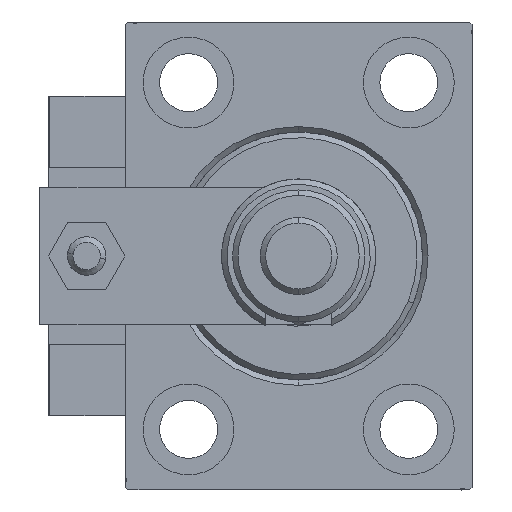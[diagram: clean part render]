
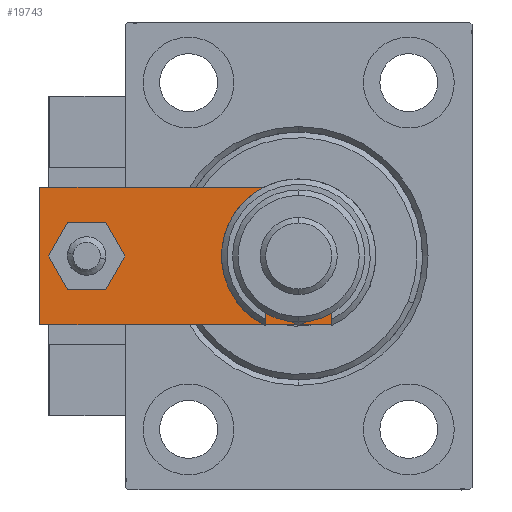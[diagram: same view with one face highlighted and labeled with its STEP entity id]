
A CAD part, left-side view. The second image highlights one B-rep face of the part: STEP entity #19743.
In plain terms, the highlighted face is planar.
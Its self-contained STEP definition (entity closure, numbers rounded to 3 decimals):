
#369 = DIRECTION ( 'NONE',  ( 0.707, 0.707, 0. ) ) ;
#594 = DIRECTION ( 'NONE',  ( 1., 0., 0. ) ) ;
#2559 = VECTOR ( 'NONE', #45092, 1000. ) ;
#3671 = VECTOR ( 'NONE', #25042, 1000. ) ;
#4263 = CIRCLE ( 'NONE', #38859, 4. ) ;
#6545 = VERTEX_POINT ( 'NONE', #20520 ) ;
#6557 = DIRECTION ( 'NONE',  ( 1., 0., 0. ) ) ;
#7439 = ORIENTED_EDGE ( 'NONE', *, *, #13606, .F. ) ;
#9097 = CIRCLE ( 'NONE', #50591, 8.25 ) ;
#9920 = CARTESIAN_POINT ( 'NONE',  ( 12.5, 60., 6. ) ) ;
#10483 = VECTOR ( 'NONE', #49468, 1000. ) ;
#12248 = EDGE_CURVE ( 'NONE', #35670, #15409, #49265, .T. ) ;
#12943 = EDGE_LOOP ( 'NONE', ( #7439, #41155 ) ) ;
#13550 = CARTESIAN_POINT ( 'NONE',  ( 0., 13., 6. ) ) ;
#13606 = EDGE_CURVE ( 'NONE', #15409, #35670, #4263, .T. ) ;
#14110 = DIRECTION ( 'NONE',  ( 1., 0., 0. ) ) ;
#14274 = ORIENTED_EDGE ( 'NONE', *, *, #15099, .T. ) ;
#14286 = CARTESIAN_POINT ( 'NONE',  ( 12.5, 60., 6. ) ) ;
#14518 = DIRECTION ( 'NONE',  ( -1., 0., 0. ) ) ;
#15099 = EDGE_CURVE ( 'NONE', #31311, #18992, #52674, .T. ) ;
#15409 = VERTEX_POINT ( 'NONE', #49092 ) ;
#15530 = FACE_OUTER_BOUND ( 'NONE', #47082, .T. ) ;
#17899 = CARTESIAN_POINT ( 'NONE',  ( 0., 13., 6. ) ) ;
#18071 = DIRECTION ( 'NONE',  ( 0., 1., 0. ) ) ;
#18195 = EDGE_CURVE ( 'NONE', #35903, #30194, #37825, .T. ) ;
#18799 = EDGE_CURVE ( 'NONE', #6545, #39172, #50282, .T. ) ;
#18992 = VERTEX_POINT ( 'NONE', #36784 ) ;
#19075 = ORIENTED_EDGE ( 'NONE', *, *, #20292, .T. ) ;
#19161 = VECTOR ( 'NONE', #18071, 1000. ) ;
#19743 = ADVANCED_FACE ( 'NONE', ( #36113, #15530, #19867 ), #32846, .T. ) ;
#19867 = FACE_BOUND ( 'NONE', #44640, .T. ) ;
#20151 = CARTESIAN_POINT ( 'NONE',  ( 2.75, -2.75, 6. ) ) ;
#20292 = EDGE_CURVE ( 'NONE', #24486, #51853, #25680, .T. ) ;
#20404 = DIRECTION ( 'NONE',  ( 1., 0., 0. ) ) ;
#20520 = CARTESIAN_POINT ( 'NONE',  ( 8.25, 13., 6. ) ) ;
#20763 = CARTESIAN_POINT ( 'NONE',  ( -12.5, 0., 6. ) ) ;
#21390 = CARTESIAN_POINT ( 'NONE',  ( -8.25, 13., 6. ) ) ;
#21393 = ORIENTED_EDGE ( 'NONE', *, *, #29517, .F. ) ;
#21426 = CARTESIAN_POINT ( 'NONE',  ( 0., 51.5, 6. ) ) ;
#24216 = AXIS2_PLACEMENT_3D ( 'NONE', #34988, #42861, #6557 ) ;
#24486 = VERTEX_POINT ( 'NONE', #45464 ) ;
#24802 = CARTESIAN_POINT ( 'NONE',  ( 4., 51.5, 6. ) ) ;
#25042 = DIRECTION ( 'NONE',  ( 0.707, -0.707, 0. ) ) ;
#25510 = DIRECTION ( 'NONE',  ( 0., 0., 1. ) ) ;
#25680 = LINE ( 'NONE', #42200, #19161 ) ;
#26534 = DIRECTION ( 'NONE',  ( 0., 0., 1. ) ) ;
#27403 = VECTOR ( 'NONE', #369, 1000. ) ;
#29517 = EDGE_CURVE ( 'NONE', #39172, #6545, #9097, .T. ) ;
#30132 = ORIENTED_EDGE ( 'NONE', *, *, #18799, .F. ) ;
#30194 = VERTEX_POINT ( 'NONE', #46059 ) ;
#30402 = AXIS2_PLACEMENT_3D ( 'NONE', #49372, #48563, #20404 ) ;
#30478 = LINE ( 'NONE', #9920, #52051 ) ;
#31311 = VERTEX_POINT ( 'NONE', #39645 ) ;
#32846 = PLANE ( 'NONE',  #30402 ) ;
#34460 = ORIENTED_EDGE ( 'NONE', *, *, #18195, .T. ) ;
#34988 = CARTESIAN_POINT ( 'NONE',  ( 0., 51.5, 6. ) ) ;
#35670 = VERTEX_POINT ( 'NONE', #24802 ) ;
#35903 = VERTEX_POINT ( 'NONE', #48770 ) ;
#36113 = FACE_BOUND ( 'NONE', #12943, .T. ) ;
#36784 = CARTESIAN_POINT ( 'NONE',  ( -12.5, 7., 6. ) ) ;
#36962 = CARTESIAN_POINT ( 'NONE',  ( -2.75, -2.75, 6. ) ) ;
#37825 = LINE ( 'NONE', #20763, #10483 ) ;
#38859 = AXIS2_PLACEMENT_3D ( 'NONE', #21426, #25510, #594 ) ;
#38982 = DIRECTION ( 'NONE',  ( 1., 0., 0. ) ) ;
#39172 = VERTEX_POINT ( 'NONE', #21390 ) ;
#39585 = ORIENTED_EDGE ( 'NONE', *, *, #40011, .T. ) ;
#39645 = CARTESIAN_POINT ( 'NONE',  ( -12.5, 60., 6. ) ) ;
#40011 = EDGE_CURVE ( 'NONE', #51853, #31311, #30478, .T. ) ;
#40226 = EDGE_CURVE ( 'NONE', #18992, #35903, #41305, .T. ) ;
#40762 = CARTESIAN_POINT ( 'NONE',  ( -12.5, 60., 6. ) ) ;
#41155 = ORIENTED_EDGE ( 'NONE', *, *, #12248, .F. ) ;
#41305 = LINE ( 'NONE', #36962, #3671 ) ;
#42200 = CARTESIAN_POINT ( 'NONE',  ( 12.5, 0., 6. ) ) ;
#42861 = DIRECTION ( 'NONE',  ( 0., 0., 1. ) ) ;
#44640 = EDGE_LOOP ( 'NONE', ( #21393, #30132 ) ) ;
#45092 = DIRECTION ( 'NONE',  ( 0., -1., 0. ) ) ;
#45464 = CARTESIAN_POINT ( 'NONE',  ( 12.5, 7., 6. ) ) ;
#45960 = AXIS2_PLACEMENT_3D ( 'NONE', #13550, #26534, #38982 ) ;
#46059 = CARTESIAN_POINT ( 'NONE',  ( 5.5, 0., 6. ) ) ;
#47082 = EDGE_LOOP ( 'NONE', ( #14274, #48723, #34460, #49979, #19075, #39585 ) ) ;
#47668 = DIRECTION ( 'NONE',  ( 0., 0., 1. ) ) ;
#48563 = DIRECTION ( 'NONE',  ( 0., 0., 1. ) ) ;
#48723 = ORIENTED_EDGE ( 'NONE', *, *, #40226, .T. ) ;
#48770 = CARTESIAN_POINT ( 'NONE',  ( -5.5, 0., 6. ) ) ;
#49092 = CARTESIAN_POINT ( 'NONE',  ( -4., 51.5, 6. ) ) ;
#49265 = CIRCLE ( 'NONE', #24216, 4. ) ;
#49372 = CARTESIAN_POINT ( 'NONE',  ( 0., 0., 6. ) ) ;
#49468 = DIRECTION ( 'NONE',  ( 1., 0., 0. ) ) ;
#49979 = ORIENTED_EDGE ( 'NONE', *, *, #53283, .T. ) ;
#50282 = CIRCLE ( 'NONE', #45960, 8.25 ) ;
#50591 = AXIS2_PLACEMENT_3D ( 'NONE', #17899, #47668, #14110 ) ;
#51853 = VERTEX_POINT ( 'NONE', #14286 ) ;
#52051 = VECTOR ( 'NONE', #14518, 1000. ) ;
#52674 = LINE ( 'NONE', #40762, #2559 ) ;
#52907 = LINE ( 'NONE', #20151, #27403 ) ;
#53283 = EDGE_CURVE ( 'NONE', #30194, #24486, #52907, .T. ) ;
